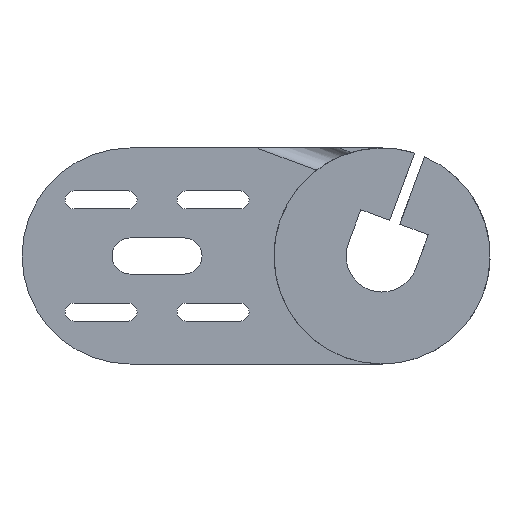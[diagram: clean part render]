
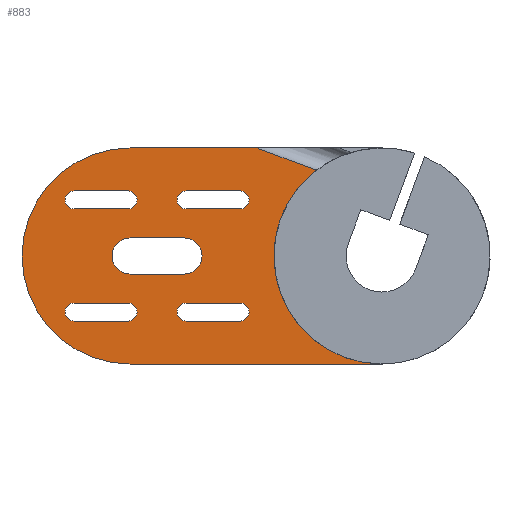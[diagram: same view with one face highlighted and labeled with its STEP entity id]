
A CAD part, front view. The second image highlights one B-rep face of the part: STEP entity #883.
In plain terms, the highlighted planar face has unit normal (0, -1, 0).
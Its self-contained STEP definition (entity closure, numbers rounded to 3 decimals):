
#33=FACE_BOUND('',#167,.T.);
#34=FACE_BOUND('',#168,.T.);
#35=FACE_BOUND('',#169,.T.);
#36=FACE_BOUND('',#170,.T.);
#37=FACE_BOUND('',#171,.T.);
#63=PLANE('',#982);
#108=FACE_OUTER_BOUND('',#166,.T.);
#166=EDGE_LOOP('',(#794,#795,#796,#797,#798,#799));
#167=EDGE_LOOP('',(#800,#801,#802,#803));
#168=EDGE_LOOP('',(#804,#805,#806,#807));
#169=EDGE_LOOP('',(#808,#809,#810,#811));
#170=EDGE_LOOP('',(#812,#813,#814,#815));
#171=EDGE_LOOP('',(#816,#817,#818,#819));
#177=LINE('',#1350,#256);
#181=LINE('',#1377,#260);
#186=LINE('',#1387,#265);
#215=LINE('',#1478,#294);
#222=LINE('',#1496,#301);
#225=LINE('',#1504,#304);
#228=LINE('',#1512,#307);
#231=LINE('',#1520,#310);
#234=LINE('',#1528,#313);
#237=LINE('',#1536,#316);
#240=LINE('',#1544,#319);
#243=LINE('',#1552,#322);
#246=LINE('',#1560,#325);
#249=LINE('',#1568,#328);
#256=VECTOR('',#1030,10.);
#260=VECTOR('',#1036,10.);
#265=VECTOR('',#1043,10.);
#294=VECTOR('',#1120,10.);
#301=VECTOR('',#1141,10.);
#304=VECTOR('',#1150,10.);
#307=VECTOR('',#1159,10.);
#310=VECTOR('',#1168,10.);
#313=VECTOR('',#1177,10.);
#316=VECTOR('',#1186,10.);
#319=VECTOR('',#1195,10.);
#322=VECTOR('',#1204,10.);
#325=VECTOR('',#1213,10.);
#328=VECTOR('',#1222,10.);
#356=CIRCLE('',#945,30.);
#358=CIRCLE('',#952,5.);
#359=CIRCLE('',#955,5.);
#360=CIRCLE('',#958,2.5);
#361=CIRCLE('',#961,2.5);
#362=CIRCLE('',#964,2.5);
#363=CIRCLE('',#967,2.5);
#364=CIRCLE('',#970,2.5);
#365=CIRCLE('',#973,2.5);
#366=CIRCLE('',#976,2.5);
#367=CIRCLE('',#979,2.5);
#368=CIRCLE('',#981,30.);
#383=VERTEX_POINT('',#1347);
#384=VERTEX_POINT('',#1349);
#386=VERTEX_POINT('',#1375);
#390=VERTEX_POINT('',#1385);
#427=VERTEX_POINT('',#1475);
#428=VERTEX_POINT('',#1477);
#431=VERTEX_POINT('',#1493);
#432=VERTEX_POINT('',#1495);
#433=VERTEX_POINT('',#1499);
#434=VERTEX_POINT('',#1503);
#435=VERTEX_POINT('',#1509);
#436=VERTEX_POINT('',#1511);
#437=VERTEX_POINT('',#1515);
#438=VERTEX_POINT('',#1519);
#439=VERTEX_POINT('',#1525);
#440=VERTEX_POINT('',#1527);
#441=VERTEX_POINT('',#1531);
#442=VERTEX_POINT('',#1535);
#443=VERTEX_POINT('',#1541);
#444=VERTEX_POINT('',#1543);
#445=VERTEX_POINT('',#1547);
#446=VERTEX_POINT('',#1551);
#447=VERTEX_POINT('',#1557);
#448=VERTEX_POINT('',#1559);
#449=VERTEX_POINT('',#1563);
#450=VERTEX_POINT('',#1567);
#470=EDGE_CURVE('',#384,#383,#177,.T.);
#475=EDGE_CURVE('',#383,#386,#181,.T.);
#480=EDGE_CURVE('',#386,#390,#186,.T.);
#525=EDGE_CURVE('',#428,#427,#215,.T.);
#527=EDGE_CURVE('',#384,#427,#356,.T.);
#534=EDGE_CURVE('',#432,#431,#222,.T.);
#536=EDGE_CURVE('',#433,#432,#358,.T.);
#538=EDGE_CURVE('',#434,#433,#225,.T.);
#540=EDGE_CURVE('',#431,#434,#359,.T.);
#542=EDGE_CURVE('',#436,#435,#228,.T.);
#544=EDGE_CURVE('',#437,#436,#360,.T.);
#546=EDGE_CURVE('',#438,#437,#231,.T.);
#548=EDGE_CURVE('',#435,#438,#361,.T.);
#550=EDGE_CURVE('',#440,#439,#234,.T.);
#552=EDGE_CURVE('',#441,#440,#362,.T.);
#554=EDGE_CURVE('',#442,#441,#237,.T.);
#556=EDGE_CURVE('',#439,#442,#363,.T.);
#558=EDGE_CURVE('',#444,#443,#240,.T.);
#560=EDGE_CURVE('',#445,#444,#364,.T.);
#562=EDGE_CURVE('',#446,#445,#243,.T.);
#564=EDGE_CURVE('',#443,#446,#365,.T.);
#566=EDGE_CURVE('',#448,#447,#246,.T.);
#568=EDGE_CURVE('',#449,#448,#366,.T.);
#570=EDGE_CURVE('',#450,#449,#249,.T.);
#572=EDGE_CURVE('',#447,#450,#367,.T.);
#573=EDGE_CURVE('',#390,#428,#368,.T.);
#794=ORIENTED_EDGE('',*,*,#475,.T.);
#795=ORIENTED_EDGE('',*,*,#480,.T.);
#796=ORIENTED_EDGE('',*,*,#573,.T.);
#797=ORIENTED_EDGE('',*,*,#525,.T.);
#798=ORIENTED_EDGE('',*,*,#527,.F.);
#799=ORIENTED_EDGE('',*,*,#470,.T.);
#800=ORIENTED_EDGE('',*,*,#572,.T.);
#801=ORIENTED_EDGE('',*,*,#570,.T.);
#802=ORIENTED_EDGE('',*,*,#568,.T.);
#803=ORIENTED_EDGE('',*,*,#566,.T.);
#804=ORIENTED_EDGE('',*,*,#564,.T.);
#805=ORIENTED_EDGE('',*,*,#562,.T.);
#806=ORIENTED_EDGE('',*,*,#560,.T.);
#807=ORIENTED_EDGE('',*,*,#558,.T.);
#808=ORIENTED_EDGE('',*,*,#556,.T.);
#809=ORIENTED_EDGE('',*,*,#554,.T.);
#810=ORIENTED_EDGE('',*,*,#552,.T.);
#811=ORIENTED_EDGE('',*,*,#550,.T.);
#812=ORIENTED_EDGE('',*,*,#548,.T.);
#813=ORIENTED_EDGE('',*,*,#546,.T.);
#814=ORIENTED_EDGE('',*,*,#544,.T.);
#815=ORIENTED_EDGE('',*,*,#542,.T.);
#816=ORIENTED_EDGE('',*,*,#540,.T.);
#817=ORIENTED_EDGE('',*,*,#538,.T.);
#818=ORIENTED_EDGE('',*,*,#536,.T.);
#819=ORIENTED_EDGE('',*,*,#534,.T.);
#883=ADVANCED_FACE('',(#108,#33,#34,#35,#36,#37),#63,.F.);
#945=AXIS2_PLACEMENT_3D('',#1481,#1124,#1125);
#952=AXIS2_PLACEMENT_3D('',#1500,#1145,#1146);
#955=AXIS2_PLACEMENT_3D('',#1507,#1154,#1155);
#958=AXIS2_PLACEMENT_3D('',#1516,#1163,#1164);
#961=AXIS2_PLACEMENT_3D('',#1523,#1172,#1173);
#964=AXIS2_PLACEMENT_3D('',#1532,#1181,#1182);
#967=AXIS2_PLACEMENT_3D('',#1539,#1190,#1191);
#970=AXIS2_PLACEMENT_3D('',#1548,#1199,#1200);
#973=AXIS2_PLACEMENT_3D('',#1555,#1208,#1209);
#976=AXIS2_PLACEMENT_3D('',#1564,#1217,#1218);
#979=AXIS2_PLACEMENT_3D('',#1571,#1226,#1227);
#981=AXIS2_PLACEMENT_3D('',#1573,#1230,#1231);
#982=AXIS2_PLACEMENT_3D('',#1574,#1232,#1233);
#1030=DIRECTION('',(-0.937,0.,0.349));
#1036=DIRECTION('',(0.349,0.,0.937));
#1043=DIRECTION('',(-1.,0.,0.));
#1120=DIRECTION('',(1.,0.,0.));
#1124=DIRECTION('center_axis',(0.,-1.,0.));
#1125=DIRECTION('ref_axis',(1.,0.,0.));
#1141=DIRECTION('',(-1.,0.,0.));
#1145=DIRECTION('center_axis',(0.,1.,0.));
#1146=DIRECTION('ref_axis',(1.,0.,0.));
#1150=DIRECTION('',(1.,0.,0.));
#1154=DIRECTION('center_axis',(0.,1.,0.));
#1155=DIRECTION('ref_axis',(1.,0.,0.));
#1159=DIRECTION('',(-1.,0.,0.));
#1163=DIRECTION('center_axis',(0.,1.,0.));
#1164=DIRECTION('ref_axis',(1.,0.,0.));
#1168=DIRECTION('',(1.,0.,0.));
#1172=DIRECTION('center_axis',(0.,1.,0.));
#1173=DIRECTION('ref_axis',(1.,0.,0.));
#1177=DIRECTION('',(-1.,0.,0.));
#1181=DIRECTION('center_axis',(0.,1.,0.));
#1182=DIRECTION('ref_axis',(1.,0.,0.));
#1186=DIRECTION('',(1.,0.,0.));
#1190=DIRECTION('center_axis',(0.,1.,0.));
#1191=DIRECTION('ref_axis',(1.,0.,0.));
#1195=DIRECTION('',(-1.,0.,0.));
#1199=DIRECTION('center_axis',(0.,1.,0.));
#1200=DIRECTION('ref_axis',(1.,0.,0.));
#1204=DIRECTION('',(1.,0.,0.));
#1208=DIRECTION('center_axis',(0.,1.,0.));
#1209=DIRECTION('ref_axis',(1.,0.,0.));
#1213=DIRECTION('',(1.,0.,0.));
#1217=DIRECTION('center_axis',(0.,1.,0.));
#1218=DIRECTION('ref_axis',(1.,0.,0.));
#1222=DIRECTION('',(-1.,0.,0.));
#1226=DIRECTION('center_axis',(0.,1.,0.));
#1227=DIRECTION('ref_axis',(1.,0.,0.));
#1230=DIRECTION('center_axis',(0.,-1.,0.));
#1231=DIRECTION('ref_axis',(1.,0.,0.));
#1232=DIRECTION('center_axis',(0.,1.,0.));
#1233=DIRECTION('ref_axis',(1.,0.,0.));
#1347=CARTESIAN_POINT('',(35.742,-5.,29.8));
#1349=CARTESIAN_POINT('',(51.779,-5.,23.832));
#1350=CARTESIAN_POINT('',(74.168,-5.,15.501));
#1375=CARTESIAN_POINT('',(35.816,-5.,30.));
#1377=CARTESIAN_POINT('',(30.612,-5.,16.014));
#1385=CARTESIAN_POINT('',(0.,-5.,30.));
#1387=CARTESIAN_POINT('',(75.,-5.,30.));
#1475=CARTESIAN_POINT('',(70.,-5.,-30.));
#1477=CARTESIAN_POINT('',(0.,-5.,-30.));
#1478=CARTESIAN_POINT('',(75.,-5.,-30.));
#1481=CARTESIAN_POINT('Origin',(70.,-5.,0.));
#1493=CARTESIAN_POINT('',(0.,-5.,-5.));
#1495=CARTESIAN_POINT('',(15.,-5.,-5.));
#1496=CARTESIAN_POINT('',(0.,-5.,-5.));
#1499=CARTESIAN_POINT('',(15.,-5.,5.));
#1500=CARTESIAN_POINT('Origin',(15.,-5.,0.));
#1503=CARTESIAN_POINT('',(0.,-5.,5.));
#1504=CARTESIAN_POINT('',(15.,-5.,5.));
#1507=CARTESIAN_POINT('Origin',(0.,-5.,0.));
#1509=CARTESIAN_POINT('',(-15.556,-5.,-18.056));
#1511=CARTESIAN_POINT('',(-0.556,-5.,-18.056));
#1512=CARTESIAN_POINT('',(-15.556,-5.,-18.056));
#1515=CARTESIAN_POINT('',(-0.556,-5.,-13.056));
#1516=CARTESIAN_POINT('Origin',(-0.556,-5.,-15.556));
#1519=CARTESIAN_POINT('',(-15.556,-5.,-13.056));
#1520=CARTESIAN_POINT('',(-0.556,-5.,-13.056));
#1523=CARTESIAN_POINT('Origin',(-15.556,-5.,-15.556));
#1525=CARTESIAN_POINT('',(-15.556,-5.,13.056));
#1527=CARTESIAN_POINT('',(-0.556,-5.,13.056));
#1528=CARTESIAN_POINT('',(-15.556,-5.,13.056));
#1531=CARTESIAN_POINT('',(-0.556,-5.,18.056));
#1532=CARTESIAN_POINT('Origin',(-0.556,-5.,15.556));
#1535=CARTESIAN_POINT('',(-15.556,-5.,18.056));
#1536=CARTESIAN_POINT('',(-15.556,-5.,18.056));
#1539=CARTESIAN_POINT('Origin',(-15.556,-5.,15.556));
#1541=CARTESIAN_POINT('',(15.556,-5.,-18.056));
#1543=CARTESIAN_POINT('',(30.556,-5.,-18.056));
#1544=CARTESIAN_POINT('',(15.556,-5.,-18.056));
#1547=CARTESIAN_POINT('',(30.556,-5.,-13.056));
#1548=CARTESIAN_POINT('Origin',(30.556,-5.,-15.556));
#1551=CARTESIAN_POINT('',(15.556,-5.,-13.056));
#1552=CARTESIAN_POINT('',(15.556,-5.,-13.056));
#1555=CARTESIAN_POINT('Origin',(15.556,-5.,-15.556));
#1557=CARTESIAN_POINT('',(30.556,-5.,18.056));
#1559=CARTESIAN_POINT('',(15.556,-5.,18.056));
#1560=CARTESIAN_POINT('',(30.556,-5.,18.056));
#1563=CARTESIAN_POINT('',(15.556,-5.,13.056));
#1564=CARTESIAN_POINT('Origin',(15.556,-5.,15.556));
#1567=CARTESIAN_POINT('',(30.556,-5.,13.056));
#1568=CARTESIAN_POINT('',(15.556,-5.,13.056));
#1571=CARTESIAN_POINT('Origin',(30.556,-5.,15.556));
#1573=CARTESIAN_POINT('Origin',(0.,-5.,0.));
#1574=CARTESIAN_POINT('Origin',(20.,-5.,0.));
